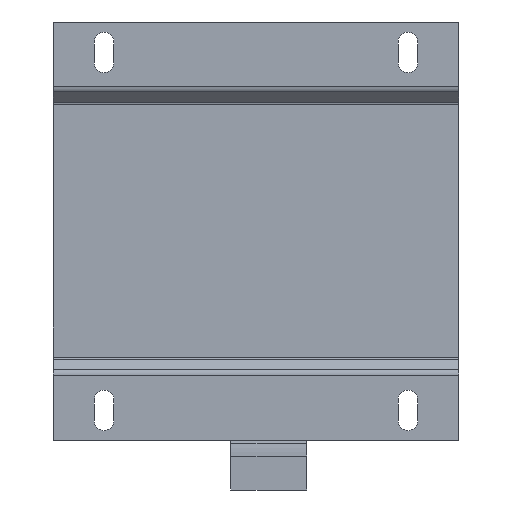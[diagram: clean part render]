
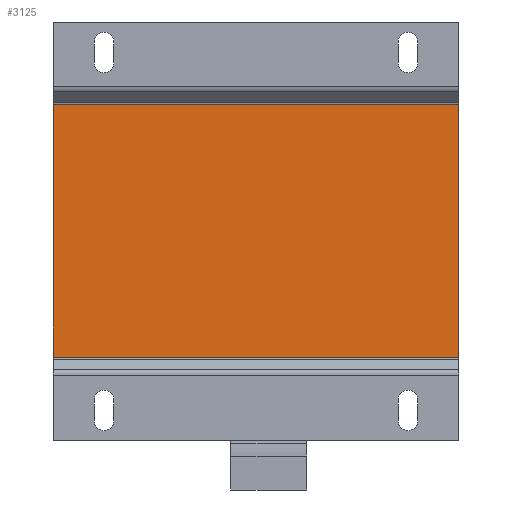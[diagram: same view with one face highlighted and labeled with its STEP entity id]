
A CAD part, front view. The second image highlights one B-rep face of the part: STEP entity #3125.
In plain terms, the highlighted planar face has unit normal (0, -1, 0).
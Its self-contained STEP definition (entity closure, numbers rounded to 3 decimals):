
#161 = LINE ( 'NONE', #3262, #7653 ) ;
#718 = VECTOR ( 'NONE', #4540, 1000. ) ;
#843 = ORIENTED_EDGE ( 'NONE', *, *, #4840, .F. ) ;
#913 = CARTESIAN_POINT ( 'NONE',  ( 0., -51.5, 37.594 ) ) ;
#934 = DIRECTION ( 'NONE',  ( 0., 0., -1. ) ) ;
#1569 = CARTESIAN_POINT ( 'NONE',  ( 60., -51.5, -62. ) ) ;
#2095 = DIRECTION ( 'NONE',  ( 0., 0., 1. ) ) ;
#2558 = FACE_OUTER_BOUND ( 'NONE', #3120, .T. ) ;
#2641 = ORIENTED_EDGE ( 'NONE', *, *, #6049, .F. ) ;
#3120 = EDGE_LOOP ( 'NONE', ( #2641, #6904, #5075, #843 ) ) ;
#3125 = ADVANCED_FACE ( 'Defeature ausgef�hrt1_89', ( #2558 ), #6747, .F. ) ;
#3262 = CARTESIAN_POINT ( 'NONE',  ( 0., -51.5, -37.234 ) ) ;
#3583 = VERTEX_POINT ( 'NONE', #7630 ) ;
#3741 = EDGE_CURVE ( 'Defeature ausgef�hrt1_89+Defeature ausgef�hrt1_96+Defeature ausgef�hrt1_88+Defeature ausgef�hrt1_86', #3583, #3989, #7868, .T. ) ;
#3888 = LINE ( 'NONE', #7231, #718 ) ;
#3989 = VERTEX_POINT ( 'NONE', #4241 ) ;
#4241 = CARTESIAN_POINT ( 'NONE',  ( -60., -51.5, 37.594 ) ) ;
#4540 = DIRECTION ( 'NONE',  ( 0., 0., 1. ) ) ;
#4840 = EDGE_CURVE ( 'Defeature ausgef�hrt1_86+Defeature ausgef�hrt1_89+Defeature ausgef�hrt1_108+Defeature ausgef�hrt1_95', #8296, #3989, #3888, .T. ) ;
#5075 = ORIENTED_EDGE ( 'NONE', *, *, #3741, .T. ) ;
#5195 = AXIS2_PLACEMENT_3D ( 'NONE', #6050, #5456, #2095 ) ;
#5456 = DIRECTION ( 'NONE',  ( 0., 1., 0. ) ) ;
#5555 = CARTESIAN_POINT ( 'NONE',  ( -60., -51.5, -37.234 ) ) ;
#5889 = LINE ( 'NONE', #1569, #8343 ) ;
#5929 = VERTEX_POINT ( 'NONE', #6390 ) ;
#6049 = EDGE_CURVE ( 'Defeature ausgef�hrt1_109+Defeature ausgef�hrt1_89+Defeature ausgef�hrt1_107+Defeature ausgef�hrt1_108', #5929, #8296, #161, .T. ) ;
#6050 = CARTESIAN_POINT ( 'NONE',  ( 0., -51.5, 0. ) ) ;
#6390 = CARTESIAN_POINT ( 'NONE',  ( 60., -51.5, -37.234 ) ) ;
#6747 = PLANE ( 'NONE',  #5195 ) ;
#6904 = ORIENTED_EDGE ( 'NONE', *, *, #8334, .F. ) ;
#7231 = CARTESIAN_POINT ( 'NONE',  ( -60., -51.5, -62. ) ) ;
#7235 = DIRECTION ( 'NONE',  ( -1., 0., 0. ) ) ;
#7630 = CARTESIAN_POINT ( 'NONE',  ( 60., -51.5, 37.594 ) ) ;
#7653 = VECTOR ( 'NONE', #7235, 1000. ) ;
#7868 = LINE ( 'NONE', #913, #8078 ) ;
#8078 = VECTOR ( 'NONE', #8125, 1000. ) ;
#8125 = DIRECTION ( 'NONE',  ( -1., 0., 0. ) ) ;
#8296 = VERTEX_POINT ( 'NONE', #5555 ) ;
#8334 = EDGE_CURVE ( 'Defeature ausgef�hrt1_88+Defeature ausgef�hrt1_89+Defeature ausgef�hrt1_94+Defeature ausgef�hrt1_107', #3583, #5929, #5889, .T. ) ;
#8343 = VECTOR ( 'NONE', #934, 1000. ) ;
